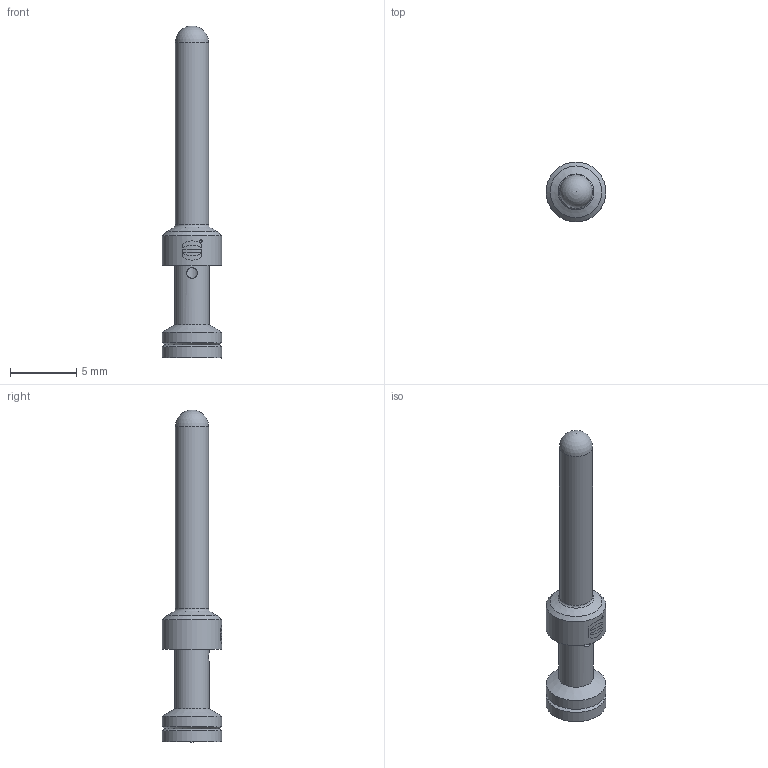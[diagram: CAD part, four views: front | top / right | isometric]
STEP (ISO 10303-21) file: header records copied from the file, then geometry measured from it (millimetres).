
FILE_DESCRIPTION(/* description */ (''),/* implementation_level */ '2;1');
FILE_NAME(/* name */ '100168977ugm000_c.stp',/* time_stamp */ '2017-09-28T16:07:58+02:00',/* author */ (''),/* organization */ (''),/* preprocessor_version */ 'ST-DEVELOPER v16',/* originating_system */ 'SIEMENS PLM Software NX 10.0',/* authorisation */ '');
FILE_SCHEMA (('AUTOMOTIVE_DESIGN { 1 0 10303 214 3 1 1 1 }'));
Length unit declared in the file: millimetre
Products named in the file (1): 100168977ugm000_c
Bounding box: 4.5 x 4.5 x 25 mm (x, y, z)
Volume: 153.1 mm3; surface area: 303.1 mm2
Topology: 1 solids, 1 shells, 22 faces, 49 edges, 36 vertices
Faces by surface type: cylinder 11, cone 7, plane 2, sphere 1, bspline 1
Full cylindrical faces by diameter (mm): 0.8 x1, 1.3 x1, 2.5 x1, 2.6 x1, 4.5 x3
Entity records: 801 total; most frequent: CARTESIAN_POINT 293, DIRECTION 86, ORIENTED_EDGE 62, EDGE_LOOP 44, FACE_BOUND 42, AXIS2_PLACEMENT_3D 40, VERTEX_POINT 33, EDGE_CURVE 31
